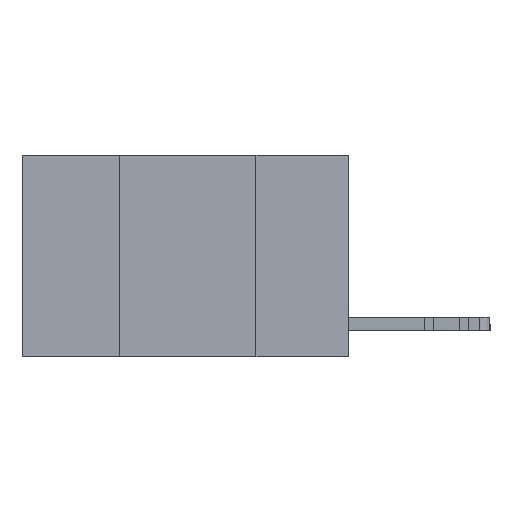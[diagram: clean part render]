
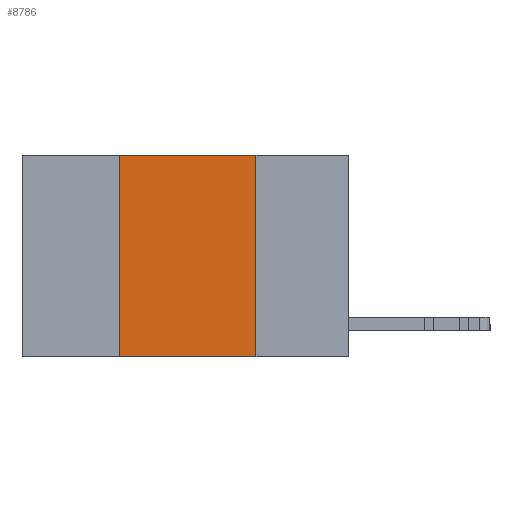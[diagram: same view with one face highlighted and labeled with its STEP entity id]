
A CAD part, left-side view. The second image highlights one B-rep face of the part: STEP entity #8786.
In plain terms, the highlighted planar face has unit normal (-1, 0, 0).
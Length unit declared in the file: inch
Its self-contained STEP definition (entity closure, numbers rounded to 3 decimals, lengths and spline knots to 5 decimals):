
#485 = CARTESIAN_POINT ( 'NONE',  ( 0., 0.17, 0. ) ) ;
#1441 = AXIS2_PLACEMENT_3D ( 'NONE', #27155, #3778, #8237 ) ;
#1477 = FACE_OUTER_BOUND ( 'NONE', #16793, .T. ) ;
#1778 = ORIENTED_EDGE ( 'NONE', *, *, #8804, .T. ) ;
#1899 = VECTOR ( 'NONE', #25014, 39.37008 ) ;
#2669 = LINE ( 'NONE', #10175, #22085 ) ;
#3778 = DIRECTION ( 'NONE',  ( 1., 0., 0. ) ) ;
#3870 = EDGE_CURVE ( 'NONE', #20216, #6495, #9819, .T. ) ;
#4792 = CARTESIAN_POINT ( 'NONE',  ( 0., 0.42, -0.37 ) ) ;
#4899 = DIRECTION ( 'NONE',  ( 0., -1., 0. ) ) ;
#5213 = EDGE_CURVE ( 'NONE', #6495, #15310, #10867, .T. ) ;
#5763 = CARTESIAN_POINT ( 'NONE',  ( 0., 0.6, -0.37 ) ) ;
#6495 = VERTEX_POINT ( 'NONE', #485 ) ;
#8237 = DIRECTION ( 'NONE',  ( 0., 0., -1. ) ) ;
#8657 = ORIENTED_EDGE ( 'NONE', *, *, #3870, .F. ) ;
#8786 = ADVANCED_FACE ( 'NONE', ( #1477 ), #20010, .F. ) ;
#8804 = EDGE_CURVE ( 'NONE', #12965, #15310, #10825, .T. ) ;
#9355 = VECTOR ( 'NONE', #4899, 39.37008 ) ;
#9705 = ORIENTED_EDGE ( 'NONE', *, *, #25981, .F. ) ;
#9819 = LINE ( 'NONE', #12092, #9355 ) ;
#10175 = CARTESIAN_POINT ( 'NONE',  ( 0., 0.42, 0. ) ) ;
#10717 = DIRECTION ( 'NONE',  ( 0., 0., -1. ) ) ;
#10825 = LINE ( 'NONE', #5763, #1899 ) ;
#10867 = LINE ( 'NONE', #19593, #28710 ) ;
#12092 = CARTESIAN_POINT ( 'NONE',  ( 0., 0.6, 0. ) ) ;
#12965 = VERTEX_POINT ( 'NONE', #4792 ) ;
#14981 = CARTESIAN_POINT ( 'NONE',  ( 0., 0.17, -0.37 ) ) ;
#15310 = VERTEX_POINT ( 'NONE', #14981 ) ;
#16793 = EDGE_LOOP ( 'NONE', ( #28775, #8657, #9705, #1778 ) ) ;
#19593 = CARTESIAN_POINT ( 'NONE',  ( 0., 0.17, 0. ) ) ;
#20010 = PLANE ( 'NONE',  #1441 ) ;
#20216 = VERTEX_POINT ( 'NONE', #30050 ) ;
#21492 = DIRECTION ( 'NONE',  ( 0., 0., 1. ) ) ;
#22085 = VECTOR ( 'NONE', #21492, 39.37008 ) ;
#25014 = DIRECTION ( 'NONE',  ( 0., -1., 0. ) ) ;
#25981 = EDGE_CURVE ( 'NONE', #12965, #20216, #2669, .T. ) ;
#27155 = CARTESIAN_POINT ( 'NONE',  ( 0., 0.6, 0. ) ) ;
#28710 = VECTOR ( 'NONE', #10717, 39.37008 ) ;
#28775 = ORIENTED_EDGE ( 'NONE', *, *, #5213, .F. ) ;
#30050 = CARTESIAN_POINT ( 'NONE',  ( 0., 0.42, 0. ) ) ;
